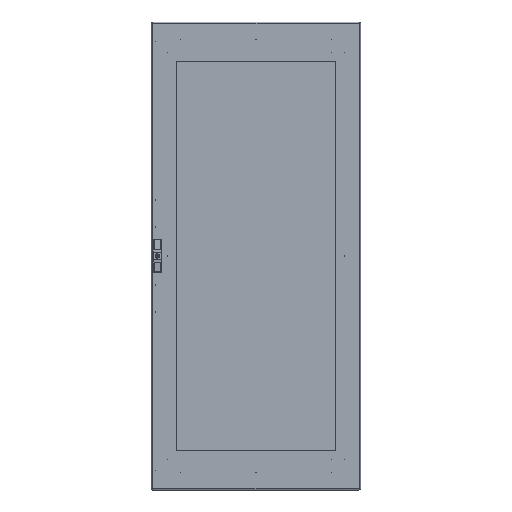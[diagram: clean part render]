
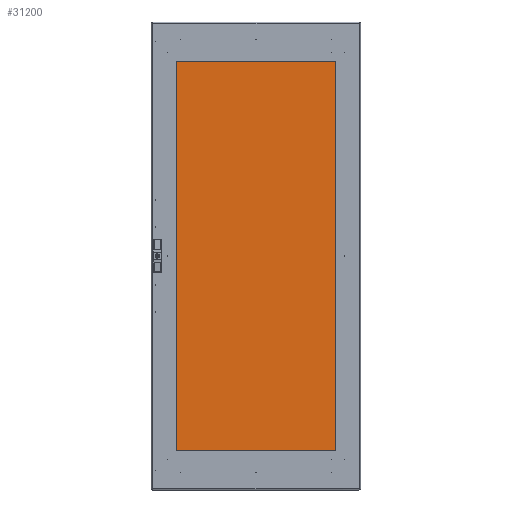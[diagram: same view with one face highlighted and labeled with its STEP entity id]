
A CAD part, top view. The second image highlights one B-rep face of the part: STEP entity #31200.
In plain terms, the highlighted planar face has unit normal (0, 0, 1).
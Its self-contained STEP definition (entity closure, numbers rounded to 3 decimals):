
#326 = PLANE ( 'NONE',  #37662 ) ;
#632 = DIRECTION ( 'NONE',  ( 0., 0., 1. ) ) ;
#2863 = LINE ( 'NONE', #16003, #26256 ) ;
#3227 = ORIENTED_EDGE ( 'NONE', *, *, #17429, .T. ) ;
#7253 = EDGE_LOOP ( 'NONE', ( #3227, #14287, #8735, #29036 ) ) ;
#8321 = CARTESIAN_POINT ( 'NONE',  ( -323.5, 765., 4. ) ) ;
#8735 = ORIENTED_EDGE ( 'NONE', *, *, #44508, .T. ) ;
#12665 = VECTOR ( 'NONE', #13657, 1000. ) ;
#13657 = DIRECTION ( 'NONE',  ( -1., 0., 0. ) ) ;
#14287 = ORIENTED_EDGE ( 'NONE', *, *, #28918, .T. ) ;
#15127 = VERTEX_POINT ( 'NONE', #44708 ) ;
#15433 = VECTOR ( 'NONE', #44515, 1000. ) ;
#16003 = CARTESIAN_POINT ( 'NONE',  ( -323.5, -766., 4. ) ) ;
#16040 = CARTESIAN_POINT ( 'NONE',  ( 324.5, -765., 4. ) ) ;
#17429 = EDGE_CURVE ( 'NONE', #15127, #41540, #24959, .T. ) ;
#18359 = LINE ( 'NONE', #37414, #36191 ) ;
#18421 = CARTESIAN_POINT ( 'NONE',  ( 0., 0., 4. ) ) ;
#19251 = DIRECTION ( 'NONE',  ( 0., -1., 0. ) ) ;
#21951 = VERTEX_POINT ( 'NONE', #34295 ) ;
#24128 = CARTESIAN_POINT ( 'NONE',  ( -324.5, 765., 4. ) ) ;
#24959 = LINE ( 'NONE', #16040, #15433 ) ;
#25740 = DIRECTION ( 'NONE',  ( 1., 0., 0. ) ) ;
#26256 = VECTOR ( 'NONE', #19251, 1000. ) ;
#28918 = EDGE_CURVE ( 'NONE', #41540, #21951, #18359, .T. ) ;
#29036 = ORIENTED_EDGE ( 'NONE', *, *, #41993, .T. ) ;
#30533 = LINE ( 'NONE', #24128, #12665 ) ;
#31200 = ADVANCED_FACE ( 'NONE', ( #37783 ), #326, .T. ) ;
#34295 = CARTESIAN_POINT ( 'NONE',  ( 323.5, 765., 4. ) ) ;
#36191 = VECTOR ( 'NONE', #44540, 1000. ) ;
#37414 = CARTESIAN_POINT ( 'NONE',  ( 323.5, 766., 4. ) ) ;
#37662 = AXIS2_PLACEMENT_3D ( 'NONE', #18421, #632, #25740 ) ;
#37783 = FACE_OUTER_BOUND ( 'NONE', #7253, .T. ) ;
#41540 = VERTEX_POINT ( 'NONE', #44895 ) ;
#41993 = EDGE_CURVE ( 'NONE', #46012, #15127, #2863, .T. ) ;
#44508 = EDGE_CURVE ( 'NONE', #21951, #46012, #30533, .T. ) ;
#44515 = DIRECTION ( 'NONE',  ( 1., 0., 0. ) ) ;
#44540 = DIRECTION ( 'NONE',  ( 0., 1., 0. ) ) ;
#44708 = CARTESIAN_POINT ( 'NONE',  ( -323.5, -765., 4. ) ) ;
#44895 = CARTESIAN_POINT ( 'NONE',  ( 323.5, -765., 4. ) ) ;
#46012 = VERTEX_POINT ( 'NONE', #8321 ) ;
